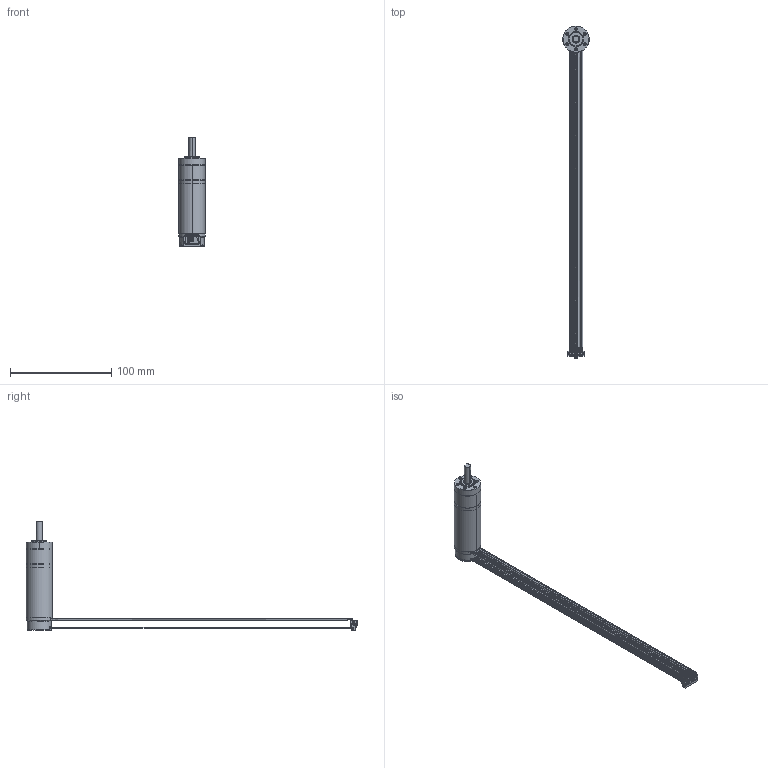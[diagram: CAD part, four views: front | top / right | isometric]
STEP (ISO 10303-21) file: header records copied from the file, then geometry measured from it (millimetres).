
FILE_DESCRIPTION((''),'2;1');
FILE_NAME('4611180000899_SW0001','2023-05-31T11:09:10',('ms27248'),(''),'CREO PARAMETRIC BY PTC INC, 2018100','CREO PARAMETRIC BY PTC INC, 2018100','');
FILE_SCHEMA(('CONFIG_CONTROL_DESIGN'));
Length unit declared in the file: millimetre
Products named in the file (1): 4611180000899_SW0001
Bounding box: 26 x 327.98 x 108.55 mm (x, y, z)
Surface area: 28560.1 mm2 (no closed solid volume)
Topology: 0 solids, 68 shells, 289 faces, 1451 edges, 1194 vertices
Faces by surface type: plane 135, cylinder 58, cone 37, bspline 36, extrusion 13, torus 10
Entity records: 15630 total; most frequent: CARTESIAN_POINT 4597, DIRECTION 2077, ORIENTED_EDGE 1923, EDGE_CURVE 1439, VERTEX_POINT 1194, VECTOR 1125, LINE 1112, AXIS2_PLACEMENT_3D 476
